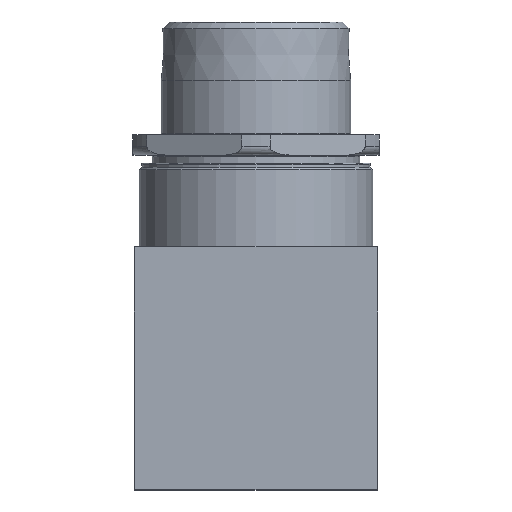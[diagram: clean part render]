
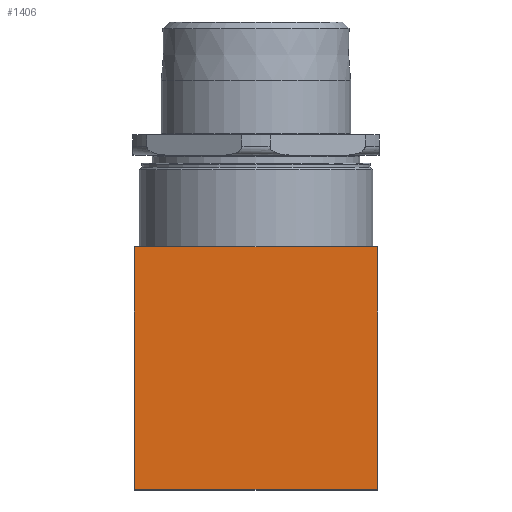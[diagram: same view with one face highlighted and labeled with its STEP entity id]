
A CAD part, front view. The second image highlights one B-rep face of the part: STEP entity #1406.
In plain terms, the highlighted planar face has unit normal (0, -1, 0).
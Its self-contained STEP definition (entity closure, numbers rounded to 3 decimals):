
#57=LINE('',#2279,#119);
#60=LINE('',#2283,#122);
#68=LINE('',#2295,#130);
#70=LINE('',#2298,#132);
#119=VECTOR('',#1817,10.);
#122=VECTOR('',#1822,10.);
#130=VECTOR('',#1838,10.);
#132=VECTOR('',#1842,10.);
#251=FACE_OUTER_BOUND('',#336,.T.);
#336=EDGE_LOOP('',(#970,#971,#972,#973));
#534=VERTEX_POINT('',#2211);
#537=VERTEX_POINT('',#2218);
#538=VERTEX_POINT('',#2222);
#548=VERTEX_POINT('',#2244);
#703=EDGE_CURVE('',#538,#548,#57,.T.);
#706=EDGE_CURVE('',#548,#537,#60,.T.);
#714=EDGE_CURVE('',#534,#538,#68,.T.);
#716=EDGE_CURVE('',#537,#534,#70,.T.);
#970=ORIENTED_EDGE('',*,*,#703,.F.);
#971=ORIENTED_EDGE('',*,*,#714,.F.);
#972=ORIENTED_EDGE('',*,*,#716,.F.);
#973=ORIENTED_EDGE('',*,*,#706,.F.);
#1271=PLANE('',#1549);
#1406=ADVANCED_FACE('',(#251),#1271,.T.);
#1549=AXIS2_PLACEMENT_3D('',#2307,#1855,#1856);
#1817=DIRECTION('',(0.,0.,-1.));
#1822=DIRECTION('',(-1.,0.,0.));
#1838=DIRECTION('',(1.,0.,0.));
#1842=DIRECTION('',(0.,0.,1.));
#1855=DIRECTION('center_axis',(0.,-1.,0.));
#1856=DIRECTION('ref_axis',(1.,0.,0.));
#2211=CARTESIAN_POINT('',(-46.75,-47.,-34.73));
#2218=CARTESIAN_POINT('',(-46.75,-47.,-128.23));
#2222=CARTESIAN_POINT('',(46.75,-47.,-34.73));
#2244=CARTESIAN_POINT('',(46.75,-47.,-128.23));
#2279=CARTESIAN_POINT('',(46.75,-47.,-128.48));
#2283=CARTESIAN_POINT('',(-23.5,-47.,-128.23));
#2295=CARTESIAN_POINT('',(-23.5,-47.,-34.73));
#2298=CARTESIAN_POINT('',(-46.75,-47.,-128.48));
#2307=CARTESIAN_POINT('Origin',(-47.,-47.,-128.48));
